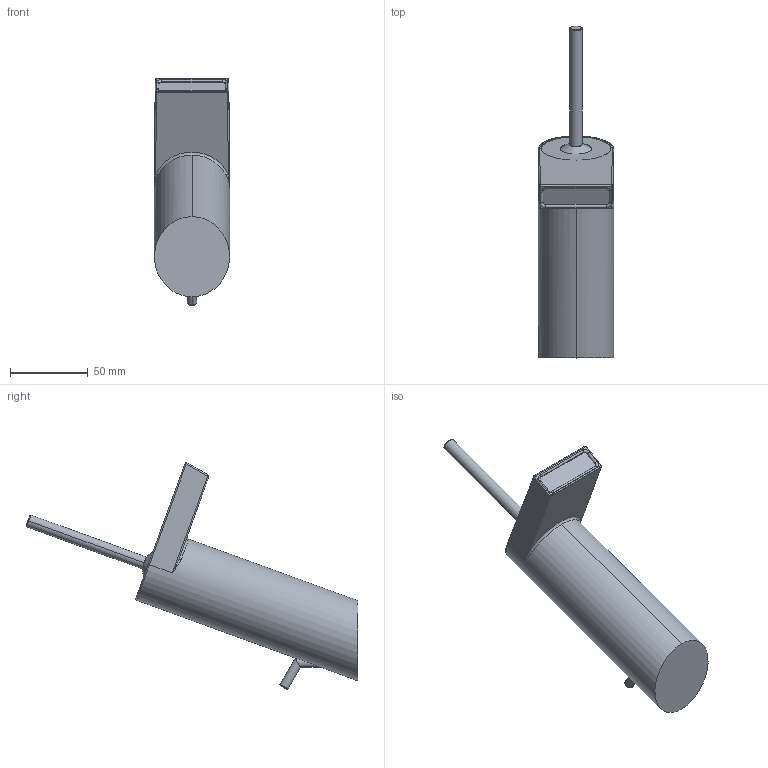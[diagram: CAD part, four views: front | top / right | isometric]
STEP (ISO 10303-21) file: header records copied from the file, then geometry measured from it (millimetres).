
FILE_DESCRIPTION (( 'STEP AP203' ), '1' );
FILE_NAME ('57092201.STEP', '2018-01-24T08:54:12', ( '' ), ( '' ), 'SwSTEP 2.0', 'SolidWorks 2016', '' );
FILE_SCHEMA (( 'CONFIG_CONTROL_DESIGN' ));
Length unit declared in the file: millimetre
Products named in the file (1): 57092201
Bounding box: 48.5 x 213.92 x 146.19 mm (x, y, z)
Volume: 310637.3 mm3; surface area: 35701.6 mm2
Topology: 1 solids, 2 shells, 80 faces, 181 edges, 108 vertices
Faces by surface type: cylinder 34, bspline 26, plane 16, cone 4
Entity records: 3364 total; most frequent: CARTESIAN_POINT 1629, ORIENTED_EDGE 358, DIRECTION 337, EDGE_CURVE 179, AXIS2_PLACEMENT_3D 139, VERTEX_POINT 108, EDGE_LOOP 87, CIRCLE 84
